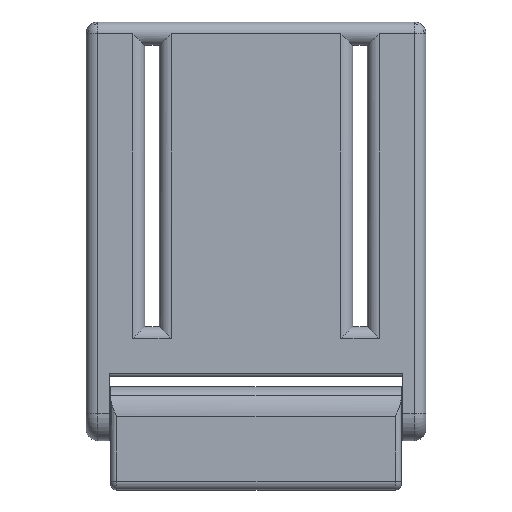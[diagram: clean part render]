
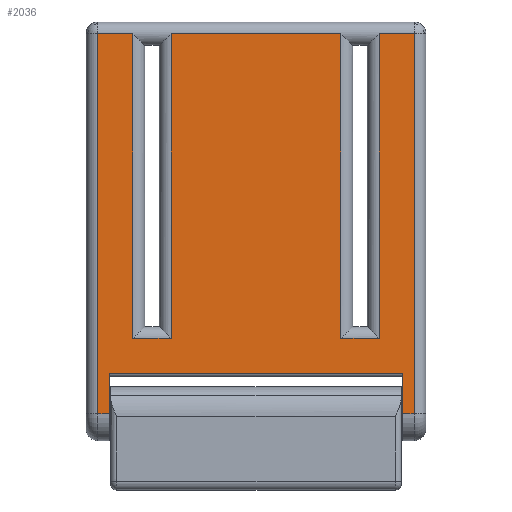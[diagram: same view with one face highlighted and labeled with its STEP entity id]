
A CAD part, front view. The second image highlights one B-rep face of the part: STEP entity #2036.
In plain terms, the highlighted planar face has unit normal (0, -1, 0).
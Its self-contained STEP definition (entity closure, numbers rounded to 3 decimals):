
#11 = CARTESIAN_POINT ( 'NONE',  ( 50., -4.59, 12.852 ) ) ;
#50 = AXIS2_PLACEMENT_3D ( 'NONE', #1003, #2284, #2274 ) ;
#52 = EDGE_CURVE ( 'NONE', #520, #1644, #431, .T. ) ;
#114 = DIRECTION ( 'NONE',  ( 0., 0., 1. ) ) ;
#162 = DIRECTION ( 'NONE',  ( 0., 0., 1. ) ) ;
#167 = VECTOR ( 'NONE', #1473, 1000. ) ;
#177 = CARTESIAN_POINT ( 'NONE',  ( 50., -4.59, 0. ) ) ;
#179 = LINE ( 'NONE', #221, #1050 ) ;
#188 = EDGE_CURVE ( 'NONE', #2254, #563, #1405, .T. ) ;
#191 = EDGE_CURVE ( 'NONE', #1297, #2088, #1786, .T. ) ;
#201 = VECTOR ( 'NONE', #2338, 1000. ) ;
#221 = CARTESIAN_POINT ( 'NONE',  ( 14.5, -4.59, 0. ) ) ;
#241 = VECTOR ( 'NONE', #1556, 1000. ) ;
#281 = ORIENTED_EDGE ( 'NONE', *, *, #2230, .F. ) ;
#285 = VERTEX_POINT ( 'NONE', #1093 ) ;
#375 = CARTESIAN_POINT ( 'NONE',  ( 54., -4.59, 0. ) ) ;
#398 = DIRECTION ( 'NONE',  ( 0., 0., -1. ) ) ;
#431 = LINE ( 'NONE', #649, #1809 ) ;
#435 = LINE ( 'NONE', #1187, #1702 ) ;
#441 = VERTEX_POINT ( 'NONE', #1682 ) ;
#461 = ORIENTED_EDGE ( 'NONE', *, *, #751, .T. ) ;
#470 = CARTESIAN_POINT ( 'NONE',  ( 54., -4.59, 6.877 ) ) ;
#499 = ORIENTED_EDGE ( 'NONE', *, *, #1102, .T. ) ;
#518 = EDGE_CURVE ( 'NONE', #696, #441, #2086, .T. ) ;
#520 = VERTEX_POINT ( 'NONE', #797 ) ;
#549 = EDGE_CURVE ( 'NONE', #1434, #1735, #435, .T. ) ;
#561 = DIRECTION ( 'NONE',  ( 0., 0., -1. ) ) ;
#563 = VERTEX_POINT ( 'NONE', #470 ) ;
#576 = DIRECTION ( 'NONE',  ( -1., 0., 0. ) ) ;
#649 = CARTESIAN_POINT ( 'NONE',  ( 48., -4.59, 64.852 ) ) ;
#658 = LINE ( 'NONE', #1397, #2169 ) ;
#681 = CARTESIAN_POINT ( 'NONE',  ( 43.5, -4.59, 12.852 ) ) ;
#696 = VERTEX_POINT ( 'NONE', #764 ) ;
#714 = ORIENTED_EDGE ( 'NONE', *, *, #1662, .T. ) ;
#732 = ORIENTED_EDGE ( 'NONE', *, *, #52, .F. ) ;
#736 = EDGE_CURVE ( 'NONE', #1516, #1456, #179, .T. ) ;
#751 = EDGE_CURVE ( 'NONE', #2088, #2087, #1654, .T. ) ;
#753 = CARTESIAN_POINT ( 'NONE',  ( 2., -4.59, 0. ) ) ;
#764 = CARTESIAN_POINT ( 'NONE',  ( 4., -4.59, 0. ) ) ;
#777 = EDGE_CURVE ( 'NONE', #563, #1363, #2064, .T. ) ;
#797 = CARTESIAN_POINT ( 'NONE',  ( 50., -4.59, 64.852 ) ) ;
#870 = VECTOR ( 'NONE', #114, 1000. ) ;
#880 = VECTOR ( 'NONE', #1621, 1000. ) ;
#920 = ORIENTED_EDGE ( 'NONE', *, *, #736, .T. ) ;
#924 = ORIENTED_EDGE ( 'NONE', *, *, #2187, .F. ) ;
#939 = LINE ( 'NONE', #1078, #2323 ) ;
#958 = VECTOR ( 'NONE', #2243, 1000. ) ;
#963 = CARTESIAN_POINT ( 'NONE',  ( 2., -4.59, 64.852 ) ) ;
#1003 = CARTESIAN_POINT ( 'NONE',  ( 58., -4.59, 0. ) ) ;
#1033 = ORIENTED_EDGE ( 'NONE', *, *, #518, .F. ) ;
#1050 = VECTOR ( 'NONE', #1346, 1000. ) ;
#1078 = CARTESIAN_POINT ( 'NONE',  ( 4., -4.59, 0. ) ) ;
#1093 = CARTESIAN_POINT ( 'NONE',  ( 43.5, -4.59, 64.852 ) ) ;
#1098 = LINE ( 'NONE', #177, #1769 ) ;
#1100 = EDGE_CURVE ( 'NONE', #520, #1735, #1098, .T. ) ;
#1102 = EDGE_CURVE ( 'NONE', #1434, #285, #1999, .T. ) ;
#1118 = ORIENTED_EDGE ( 'NONE', *, *, #191, .T. ) ;
#1124 = CARTESIAN_POINT ( 'NONE',  ( 43.5, -4.59, 64.852 ) ) ;
#1166 = LINE ( 'NONE', #1517, #958 ) ;
#1187 = CARTESIAN_POINT ( 'NONE',  ( 45.5, -4.59, 12.852 ) ) ;
#1224 = ORIENTED_EDGE ( 'NONE', *, *, #2297, .T. ) ;
#1254 = ORIENTED_EDGE ( 'NONE', *, *, #2268, .T. ) ;
#1297 = VERTEX_POINT ( 'NONE', #1574 ) ;
#1344 = ORIENTED_EDGE ( 'NONE', *, *, #2121, .T. ) ;
#1346 = DIRECTION ( 'NONE',  ( 0., 0., -1. ) ) ;
#1350 = PLANE ( 'NONE',  #50 ) ;
#1363 = VERTEX_POINT ( 'NONE', #1387 ) ;
#1375 = FACE_OUTER_BOUND ( 'NONE', #1736, .T. ) ;
#1387 = CARTESIAN_POINT ( 'NONE',  ( 54., -4.59, 0. ) ) ;
#1397 = CARTESIAN_POINT ( 'NONE',  ( 58., -4.59, 0. ) ) ;
#1405 = LINE ( 'NONE', #1764, #201 ) ;
#1434 = VERTEX_POINT ( 'NONE', #681 ) ;
#1456 = VERTEX_POINT ( 'NONE', #2339 ) ;
#1468 = LINE ( 'NONE', #1817, #2241 ) ;
#1473 = DIRECTION ( 'NONE',  ( 0., 0., -1. ) ) ;
#1479 = CARTESIAN_POINT ( 'NONE',  ( 56., -4.59, 64.852 ) ) ;
#1480 = DIRECTION ( 'NONE',  ( 0., 0., 1. ) ) ;
#1483 = CARTESIAN_POINT ( 'NONE',  ( 58., -4.59, 64.852 ) ) ;
#1516 = VERTEX_POINT ( 'NONE', #2362 ) ;
#1517 = CARTESIAN_POINT ( 'NONE',  ( 12.5, -4.59, 12.852 ) ) ;
#1556 = DIRECTION ( 'NONE',  ( -1., 0., 0. ) ) ;
#1571 = ORIENTED_EDGE ( 'NONE', *, *, #1100, .T. ) ;
#1574 = CARTESIAN_POINT ( 'NONE',  ( 8., -4.59, 12.852 ) ) ;
#1611 = VECTOR ( 'NONE', #576, 1000. ) ;
#1621 = DIRECTION ( 'NONE',  ( -1., 0., 0. ) ) ;
#1643 = DIRECTION ( 'NONE',  ( 0., 0., -1. ) ) ;
#1644 = VERTEX_POINT ( 'NONE', #1479 ) ;
#1654 = LINE ( 'NONE', #1483, #1611 ) ;
#1655 = LINE ( 'NONE', #2217, #880 ) ;
#1662 = EDGE_CURVE ( 'NONE', #2024, #1644, #1468, .T. ) ;
#1682 = CARTESIAN_POINT ( 'NONE',  ( 2., -4.59, 0. ) ) ;
#1702 = VECTOR ( 'NONE', #1710, 1000. ) ;
#1705 = CARTESIAN_POINT ( 'NONE',  ( 56., -4.59, 0. ) ) ;
#1710 = DIRECTION ( 'NONE',  ( 1., 0., 0. ) ) ;
#1720 = CARTESIAN_POINT ( 'NONE',  ( 8., -4.59, 64.852 ) ) ;
#1735 = VERTEX_POINT ( 'NONE', #11 ) ;
#1736 = EDGE_LOOP ( 'NONE', ( #281, #2361, #2213, #924, #714, #732, #1571, #2229, #499, #1254, #920, #1344, #1118, #461, #1224, #1033 ) ) ;
#1754 = DIRECTION ( 'NONE',  ( -1., 0., 0. ) ) ;
#1764 = CARTESIAN_POINT ( 'NONE',  ( 54., -4.59, 6.877 ) ) ;
#1769 = VECTOR ( 'NONE', #561, 1000. ) ;
#1786 = LINE ( 'NONE', #2118, #870 ) ;
#1809 = VECTOR ( 'NONE', #2233, 1000. ) ;
#1810 = CARTESIAN_POINT ( 'NONE',  ( 4., -4.59, 6.877 ) ) ;
#1817 = CARTESIAN_POINT ( 'NONE',  ( 56., -4.59, 64.852 ) ) ;
#1875 = CARTESIAN_POINT ( 'NONE',  ( 58., -4.59, 0. ) ) ;
#1876 = VECTOR ( 'NONE', #398, 1000. ) ;
#1999 = LINE ( 'NONE', #1124, #2375 ) ;
#2024 = VERTEX_POINT ( 'NONE', #1705 ) ;
#2036 = ADVANCED_FACE ( 'NONE', ( #1375 ), #1350, .F. ) ;
#2064 = LINE ( 'NONE', #375, #1876 ) ;
#2086 = LINE ( 'NONE', #1875, #241 ) ;
#2087 = VERTEX_POINT ( 'NONE', #963 ) ;
#2088 = VERTEX_POINT ( 'NONE', #1720 ) ;
#2118 = CARTESIAN_POINT ( 'NONE',  ( 8., -4.59, 64.852 ) ) ;
#2121 = EDGE_CURVE ( 'NONE', #1456, #1297, #1166, .T. ) ;
#2169 = VECTOR ( 'NONE', #1754, 1000. ) ;
#2179 = LINE ( 'NONE', #753, #167 ) ;
#2187 = EDGE_CURVE ( 'NONE', #2024, #1363, #658, .T. ) ;
#2213 = ORIENTED_EDGE ( 'NONE', *, *, #777, .T. ) ;
#2217 = CARTESIAN_POINT ( 'NONE',  ( 58., -4.59, 64.852 ) ) ;
#2229 = ORIENTED_EDGE ( 'NONE', *, *, #549, .F. ) ;
#2230 = EDGE_CURVE ( 'NONE', #2254, #696, #939, .T. ) ;
#2233 = DIRECTION ( 'NONE',  ( 1., 0., 0. ) ) ;
#2241 = VECTOR ( 'NONE', #162, 1000. ) ;
#2243 = DIRECTION ( 'NONE',  ( -1., 0., 0. ) ) ;
#2254 = VERTEX_POINT ( 'NONE', #1810 ) ;
#2268 = EDGE_CURVE ( 'NONE', #285, #1516, #1655, .T. ) ;
#2274 = DIRECTION ( 'NONE',  ( 0., 0., 1. ) ) ;
#2284 = DIRECTION ( 'NONE',  ( 0., 1., 0. ) ) ;
#2297 = EDGE_CURVE ( 'NONE', #2087, #441, #2179, .T. ) ;
#2323 = VECTOR ( 'NONE', #1643, 1000. ) ;
#2338 = DIRECTION ( 'NONE',  ( 1., 0., 0. ) ) ;
#2339 = CARTESIAN_POINT ( 'NONE',  ( 14.5, -4.59, 12.852 ) ) ;
#2361 = ORIENTED_EDGE ( 'NONE', *, *, #188, .T. ) ;
#2362 = CARTESIAN_POINT ( 'NONE',  ( 14.5, -4.59, 64.852 ) ) ;
#2375 = VECTOR ( 'NONE', #1480, 1000. ) ;
